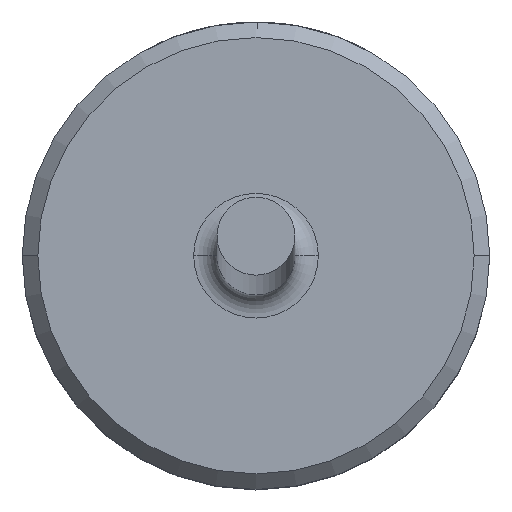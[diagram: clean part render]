
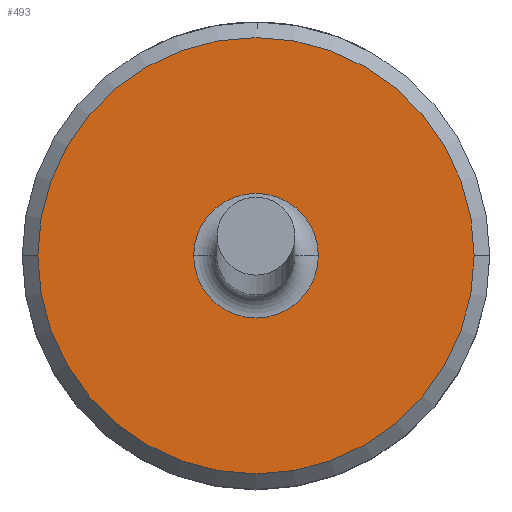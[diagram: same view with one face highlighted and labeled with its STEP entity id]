
A CAD part, top view. The second image highlights one B-rep face of the part: STEP entity #493.
In plain terms, the highlighted planar face has unit normal (0, 0, 1).
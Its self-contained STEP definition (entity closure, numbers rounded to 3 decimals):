
#51 = DIRECTION ( 'NONE',  ( 1., 0., 0. ) ) ;
#102 = CARTESIAN_POINT ( 'NONE',  ( 0., 0., 4. ) ) ;
#157 = CARTESIAN_POINT ( 'NONE',  ( -2.8, 0., 4. ) ) ;
#189 = DIRECTION ( 'NONE',  ( -1., 0., 0. ) ) ;
#194 = AXIS2_PLACEMENT_3D ( 'NONE', #442, #891, #537 ) ;
#380 = AXIS2_PLACEMENT_3D ( 'NONE', #474, #1084, #564 ) ;
#410 = VERTEX_POINT ( 'NONE', #1082 ) ;
#438 = EDGE_CURVE ( 'NONE', #727, #781, #768, .T. ) ;
#441 = AXIS2_PLACEMENT_3D ( 'NONE', #102, #747, #189 ) ;
#442 = CARTESIAN_POINT ( 'NONE',  ( 0., 0., 4. ) ) ;
#474 = CARTESIAN_POINT ( 'NONE',  ( 0., 0., 4. ) ) ;
#482 = VERTEX_POINT ( 'NONE', #157 ) ;
#493 = ADVANCED_FACE ( 'NONE', ( #773, #729 ), #807, .T. ) ;
#537 = DIRECTION ( 'NONE',  ( 1., 0., 0. ) ) ;
#564 = DIRECTION ( 'NONE',  ( 1., 0., 0. ) ) ;
#601 = ORIENTED_EDGE ( 'NONE', *, *, #710, .T. ) ;
#612 = DIRECTION ( 'NONE',  ( 0., 0., 1. ) ) ;
#618 = DIRECTION ( 'NONE',  ( -1., 0., 0. ) ) ;
#621 = ORIENTED_EDGE ( 'NONE', *, *, #992, .T. ) ;
#627 = CARTESIAN_POINT ( 'NONE',  ( -0.8, 0., 4. ) ) ;
#705 = ORIENTED_EDGE ( 'NONE', *, *, #438, .T. ) ;
#710 = EDGE_CURVE ( 'NONE', #482, #410, #927, .T. ) ;
#716 = CIRCLE ( 'NONE', #441, 0.8 ) ;
#727 = VERTEX_POINT ( 'NONE', #1044 ) ;
#729 = FACE_BOUND ( 'NONE', #979, .T. ) ;
#747 = DIRECTION ( 'NONE',  ( 0., 0., -1. ) ) ;
#768 = CIRCLE ( 'NONE', #906, 0.8 ) ;
#773 = FACE_OUTER_BOUND ( 'NONE', #828, .T. ) ;
#781 = VERTEX_POINT ( 'NONE', #627 ) ;
#807 = PLANE ( 'NONE',  #194 ) ;
#828 = EDGE_LOOP ( 'NONE', ( #601, #621 ) ) ;
#884 = DIRECTION ( 'NONE',  ( 0., 0., -1. ) ) ;
#891 = DIRECTION ( 'NONE',  ( 0., 0., 1. ) ) ;
#906 = AXIS2_PLACEMENT_3D ( 'NONE', #964, #884, #618 ) ;
#927 = CIRCLE ( 'NONE', #932, 2.8 ) ;
#932 = AXIS2_PLACEMENT_3D ( 'NONE', #1127, #612, #51 ) ;
#964 = CARTESIAN_POINT ( 'NONE',  ( 0., 0., 4. ) ) ;
#979 = EDGE_LOOP ( 'NONE', ( #1125, #705 ) ) ;
#992 = EDGE_CURVE ( 'NONE', #410, #482, #1165, .T. ) ;
#994 = EDGE_CURVE ( 'NONE', #781, #727, #716, .T. ) ;
#1044 = CARTESIAN_POINT ( 'NONE',  ( 0.8, 0., 4. ) ) ;
#1082 = CARTESIAN_POINT ( 'NONE',  ( 2.8, 0., 4. ) ) ;
#1084 = DIRECTION ( 'NONE',  ( 0., 0., 1. ) ) ;
#1125 = ORIENTED_EDGE ( 'NONE', *, *, #994, .T. ) ;
#1127 = CARTESIAN_POINT ( 'NONE',  ( 0., 0., 4. ) ) ;
#1165 = CIRCLE ( 'NONE', #380, 2.8 ) ;
